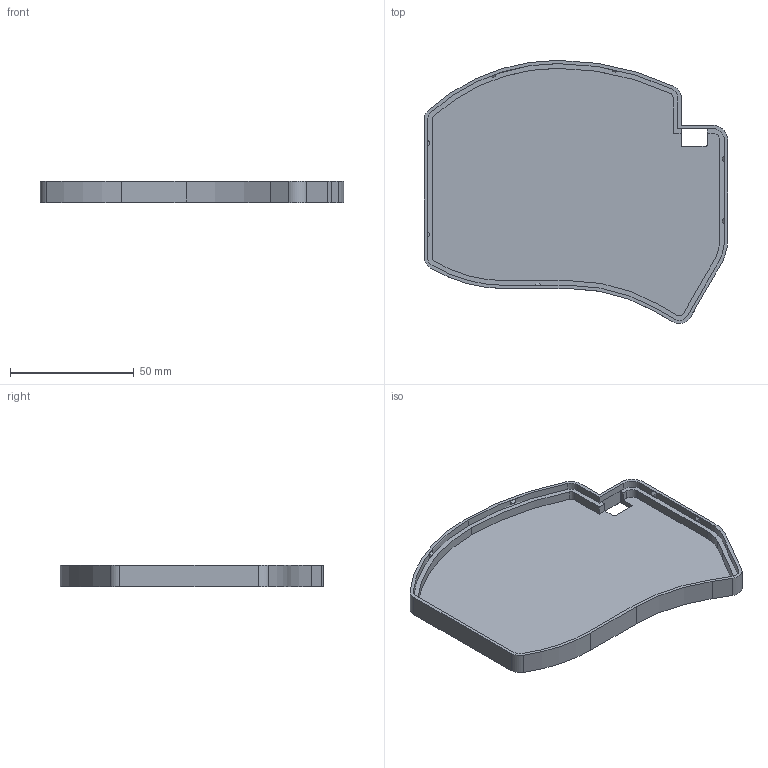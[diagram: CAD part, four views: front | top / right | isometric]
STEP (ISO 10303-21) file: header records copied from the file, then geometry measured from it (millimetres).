
FILE_DESCRIPTION(/* description */ (''),/* implementation_level */ '2;1');
FILE_NAME(/* name */ 'swoop v2 bottom.step',/* time_stamp */ '2023-03-23T00:41:02+08:00',/* author */ (''),/* organization */ (''),/* preprocessor_version */ 'ST-DEVELOPER v19.2',/* originating_system */ 'Autodesk Translation Framework v11.17.0.187',/* authorisation */ '');
FILE_SCHEMA (('AUTOMOTIVE_DESIGN { 1 0 10303 214 3 1 1 }'));
Length unit declared in the file: millimetre
Products named in the file (2): swoop v2; bottom case
Assembly tree (1 placements, depth 2):
  swoop v2
    bottom case
Bounding box: 122.43 x 106.18 x 8.5 mm (x, y, z)
Volume: 26148.5 mm3; surface area: 26618.3 mm2
Topology: 1 solids, 1 shells, 160 faces, 397 edges, 250 vertices
Faces by surface type: cylinder 73, plane 71, sphere 14, cone 2
Full cylindrical faces by diameter (mm): 8.1 x4
Entity records: 4876 total; most frequent: CARTESIAN_POINT 918, DIRECTION 857, ORIENTED_EDGE 794, EDGE_CURVE 397, AXIS2_PLACEMENT_3D 307, VERTEX_POINT 250, LINE 243, VECTOR 243
